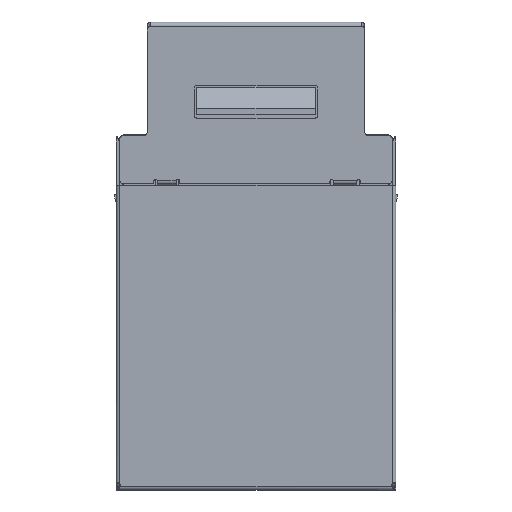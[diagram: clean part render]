
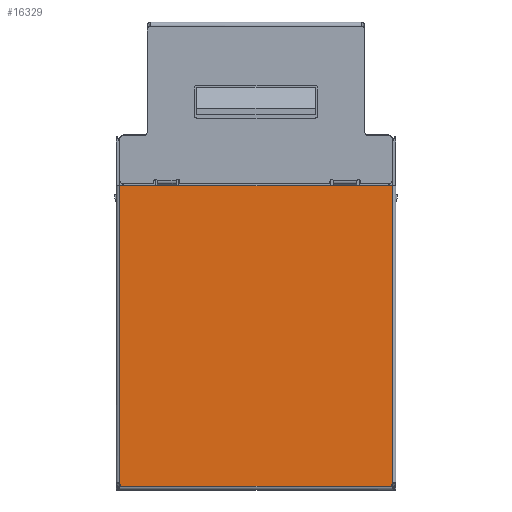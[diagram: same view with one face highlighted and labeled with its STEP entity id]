
A CAD part, front view. The second image highlights one B-rep face of the part: STEP entity #16329.
In plain terms, the highlighted face is planar.
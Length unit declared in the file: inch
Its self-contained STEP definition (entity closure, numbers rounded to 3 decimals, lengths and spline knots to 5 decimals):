
#5318 = FACE_OUTER_BOUND ( 'NONE', #21037, .T. ) ;
#9384 = LINE ( 'NONE', #32928, #59832 ) ;
#10611 = CARTESIAN_POINT ( 'NONE',  ( -0.45866, 0.01181, -0.32874 ) ) ;
#10789 = DIRECTION ( 'NONE',  ( -1., 0., 0. ) ) ;
#14115 = DIRECTION ( 'NONE',  ( 0., 1., 0. ) ) ;
#16329 = ADVANCED_FACE ( 'NONE', ( #5318 ), #46195, .F. ) ;
#17326 = EDGE_CURVE ( 'NONE', #79142, #57269, #52859, .T. ) ;
#20077 = ORIENTED_EDGE ( 'NONE', *, *, #87917, .F. ) ;
#20604 = DIRECTION ( 'NONE',  ( 0., -1., 0. ) ) ;
#21037 = EDGE_LOOP ( 'NONE', ( #135520, #92308, #128155, #94849, #58929, #20077 ) ) ;
#23519 = VECTOR ( 'NONE', #30967, 39.37008 ) ;
#30967 = DIRECTION ( 'NONE',  ( -1., 0., 0. ) ) ;
#31709 = EDGE_CURVE ( 'NONE', #111417, #116651, #68276, .T. ) ;
#31792 = AXIS2_PLACEMENT_3D ( 'NONE', #63641, #97908, #20604 ) ;
#32928 = CARTESIAN_POINT ( 'NONE',  ( 0.47047, 1.02362, -0.32874 ) ) ;
#34692 = CARTESIAN_POINT ( 'NONE',  ( 0.47047, 0., -0.32874 ) ) ;
#39080 = VERTEX_POINT ( 'NONE', #74548 ) ;
#41743 = LINE ( 'NONE', #84781, #23519 ) ;
#45913 = AXIS2_PLACEMENT_3D ( 'NONE', #34692, #80554, #89889 ) ;
#46195 = PLANE ( 'NONE',  #45913 ) ;
#52859 = LINE ( 'NONE', #10611, #128470 ) ;
#54475 = VERTEX_POINT ( 'NONE', #97180 ) ;
#57269 = VERTEX_POINT ( 'NONE', #114994 ) ;
#58929 = ORIENTED_EDGE ( 'NONE', *, *, #17326, .T. ) ;
#59832 = VECTOR ( 'NONE', #10789, 39.37008 ) ;
#63641 = CARTESIAN_POINT ( 'NONE',  ( 0.47611, 0.01628, -0.32874 ) ) ;
#68276 = CIRCLE ( 'NONE', #31792, 0.01893 ) ;
#68362 = VECTOR ( 'NONE', #131451, 39.37008 ) ;
#71703 = EDGE_CURVE ( 'NONE', #111417, #39080, #41743, .T. ) ;
#74548 = CARTESIAN_POINT ( 'NONE',  ( -0.45772, 0.01181, -0.32874 ) ) ;
#79142 = VERTEX_POINT ( 'NONE', #135148 ) ;
#80554 = DIRECTION ( 'NONE',  ( 0., 0., 1. ) ) ;
#84781 = CARTESIAN_POINT ( 'NONE',  ( 0.47047, 0.01181, -0.32874 ) ) ;
#86292 = LINE ( 'NONE', #97697, #68362 ) ;
#87917 = EDGE_CURVE ( 'NONE', #54475, #57269, #9384, .T. ) ;
#88494 = CARTESIAN_POINT ( 'NONE',  ( 0.45772, 0.01181, -0.32874 ) ) ;
#89006 = AXIS2_PLACEMENT_3D ( 'NONE', #112248, #100769, #14115 ) ;
#89889 = DIRECTION ( 'NONE',  ( 1., 0., 0. ) ) ;
#92308 = ORIENTED_EDGE ( 'NONE', *, *, #31709, .F. ) ;
#94849 = ORIENTED_EDGE ( 'NONE', *, *, #110388, .F. ) ;
#97180 = CARTESIAN_POINT ( 'NONE',  ( 0.45866, 1.02362, -0.32874 ) ) ;
#97697 = CARTESIAN_POINT ( 'NONE',  ( 0.45866, 1.02362, -0.32874 ) ) ;
#97908 = DIRECTION ( 'NONE',  ( 0., 0., -1. ) ) ;
#100769 = DIRECTION ( 'NONE',  ( 0., 0., -1. ) ) ;
#110388 = EDGE_CURVE ( 'NONE', #79142, #39080, #127977, .T. ) ;
#111417 = VERTEX_POINT ( 'NONE', #88494 ) ;
#112248 = CARTESIAN_POINT ( 'NONE',  ( -0.47611, 0.01628, -0.32874 ) ) ;
#114994 = CARTESIAN_POINT ( 'NONE',  ( -0.45866, 1.02362, -0.32874 ) ) ;
#116651 = VERTEX_POINT ( 'NONE', #124978 ) ;
#117380 = DIRECTION ( 'NONE',  ( 0., 1., 0. ) ) ;
#124978 = CARTESIAN_POINT ( 'NONE',  ( 0.45866, 0.02362, -0.32874 ) ) ;
#127977 = CIRCLE ( 'NONE', #89006, 0.01893 ) ;
#128155 = ORIENTED_EDGE ( 'NONE', *, *, #71703, .T. ) ;
#128470 = VECTOR ( 'NONE', #117380, 39.37008 ) ;
#131197 = EDGE_CURVE ( 'NONE', #54475, #116651, #86292, .T. ) ;
#131451 = DIRECTION ( 'NONE',  ( 0., -1., 0. ) ) ;
#135148 = CARTESIAN_POINT ( 'NONE',  ( -0.45866, 0.02362, -0.32874 ) ) ;
#135520 = ORIENTED_EDGE ( 'NONE', *, *, #131197, .T. ) ;
